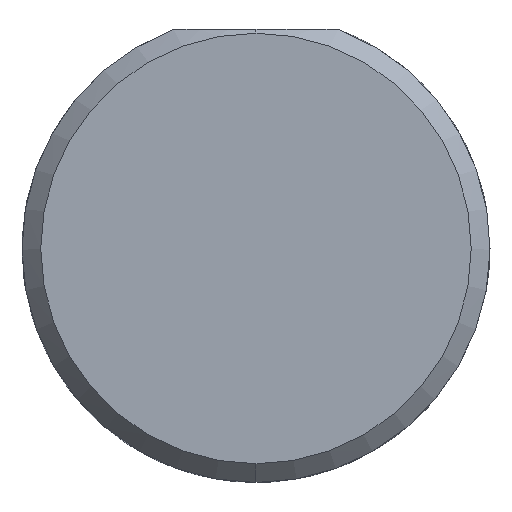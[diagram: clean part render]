
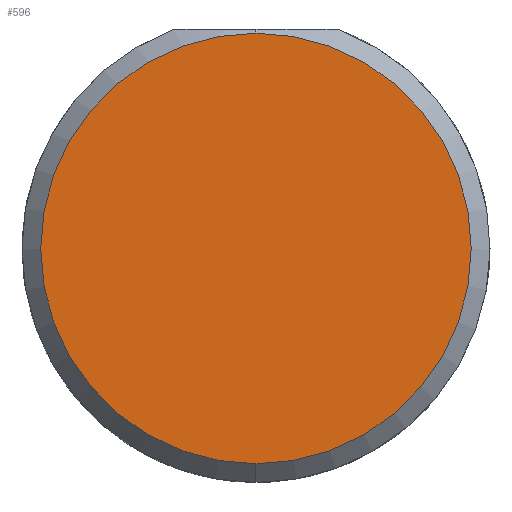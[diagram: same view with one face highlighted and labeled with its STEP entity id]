
A CAD part, left-side view. The second image highlights one B-rep face of the part: STEP entity #596.
In plain terms, the highlighted planar face has unit normal (-1, 0, 0).
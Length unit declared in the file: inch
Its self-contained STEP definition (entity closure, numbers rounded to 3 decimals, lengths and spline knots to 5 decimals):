
#17 = DIRECTION ( 'NONE',  ( 1., 0., 0. ) ) ;
#60 = DIRECTION ( 'NONE',  ( 0., 0., -1. ) ) ;
#102 = CARTESIAN_POINT ( 'NONE',  ( 0., 0., -0.17235 ) ) ;
#167 = EDGE_CURVE ( 'NONE', #264, #255, #215, .T. ) ;
#215 = CIRCLE ( 'NONE', #382, 0.17235 ) ;
#255 = VERTEX_POINT ( 'NONE', #691 ) ;
#264 = VERTEX_POINT ( 'NONE', #102 ) ;
#290 = FACE_OUTER_BOUND ( 'NONE', #330, .T. ) ;
#319 = DIRECTION ( 'NONE',  ( -1., 0., 0. ) ) ;
#330 = EDGE_LOOP ( 'NONE', ( #372, #516 ) ) ;
#344 = EDGE_CURVE ( 'NONE', #255, #264, #542, .T. ) ;
#372 = ORIENTED_EDGE ( 'NONE', *, *, #167, .T. ) ;
#382 = AXIS2_PLACEMENT_3D ( 'NONE', #559, #405, #465 ) ;
#385 = CARTESIAN_POINT ( 'NONE',  ( 0., 0., 0. ) ) ;
#405 = DIRECTION ( 'NONE',  ( -1., 0., 0. ) ) ;
#465 = DIRECTION ( 'NONE',  ( 0., 0., 1. ) ) ;
#506 = PLANE ( 'NONE',  #608 ) ;
#514 = AXIS2_PLACEMENT_3D ( 'NONE', #581, #319, #531 ) ;
#516 = ORIENTED_EDGE ( 'NONE', *, *, #344, .T. ) ;
#531 = DIRECTION ( 'NONE',  ( 0., 0., 1. ) ) ;
#542 = CIRCLE ( 'NONE', #514, 0.17235 ) ;
#559 = CARTESIAN_POINT ( 'NONE',  ( 0., 0., 0. ) ) ;
#581 = CARTESIAN_POINT ( 'NONE',  ( 0., 0., 0. ) ) ;
#596 = ADVANCED_FACE ( 'NONE', ( #290 ), #506, .F. ) ;
#608 = AXIS2_PLACEMENT_3D ( 'NONE', #385, #17, #60 ) ;
#691 = CARTESIAN_POINT ( 'NONE',  ( 0., 0., 0.17235 ) ) ;
